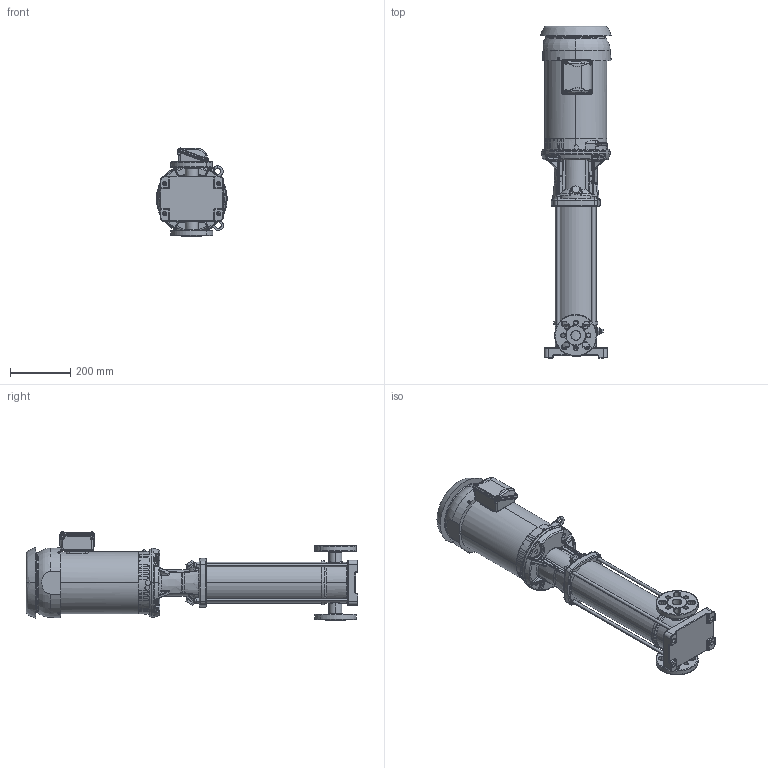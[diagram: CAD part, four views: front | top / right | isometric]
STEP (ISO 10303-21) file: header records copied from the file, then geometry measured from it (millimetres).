
FILE_DESCRIPTION (( 'STEP AP203' ), '1' );
FILE_NAME ('3303035 - MVI-15-23-5 HP-182TC-304-E-208-230_460~3.step', '2022-03-30T16:38:55', ( '' ), ( '' ), 'SwSTEP 2.0', 'SolidWorks 2021', '' );
FILE_SCHEMA (( 'CONFIG_CONTROL_DESIGN' ));
Length unit declared in the file: inch
Products named in the file (5): 2700094 - NEMA V2 5 HP 182_4TC 208-230_460~3 TEFC; TEFC MOTOR_2700094 - NEMA V2 5 HP 182_4TC 208-230_460~3 TEFC; MVI PEO - [304-EPDM]_3304035 - MVI-15-23-5 HP-182TC-304-E-S; 3303035 - MVI-15-23-5 HP-182TC-304-E-208-230_460~3; sbi_n_3-23_flange(NEMA)
Assembly tree (4 placements, depth 3):
  3303035 - MVI-15-23-5 HP-182TC-304-E-208-230_460~3
    MVI PEO - [304-EPDM]_3304035 - MVI-15-23-5 HP-182TC-304-E-S
      sbi_n_3-23_flange(NEMA)
    TEFC MOTOR_2700094 - NEMA V2 5 HP 182_4TC 208-230_460~3 TEFC
      2700094 - NEMA V2 5 HP 182_4TC 208-230_460~3 TEFC
Bounding box: 238.06 x 1105.92 x 295.29 mm (x, y, z)
Volume: 27178413.5 mm3; surface area: 1313092.7 mm2
Topology: 7 solids, 9 shells, 4164 faces, 10923 edges, 7038 vertices
Faces by surface type: plane 1778, cylinder 1643, bspline 580, cone 115, torus 48
Entity records: 181503 total; most frequent: CARTESIAN_POINT 82934, ORIENTED_EDGE 21766, DIRECTION 18675, EDGE_CURVE 10883, VERTEX_POINT 7035, AXIS2_PLACEMENT_3D 6574, LINE 5527, VECTOR 5527
